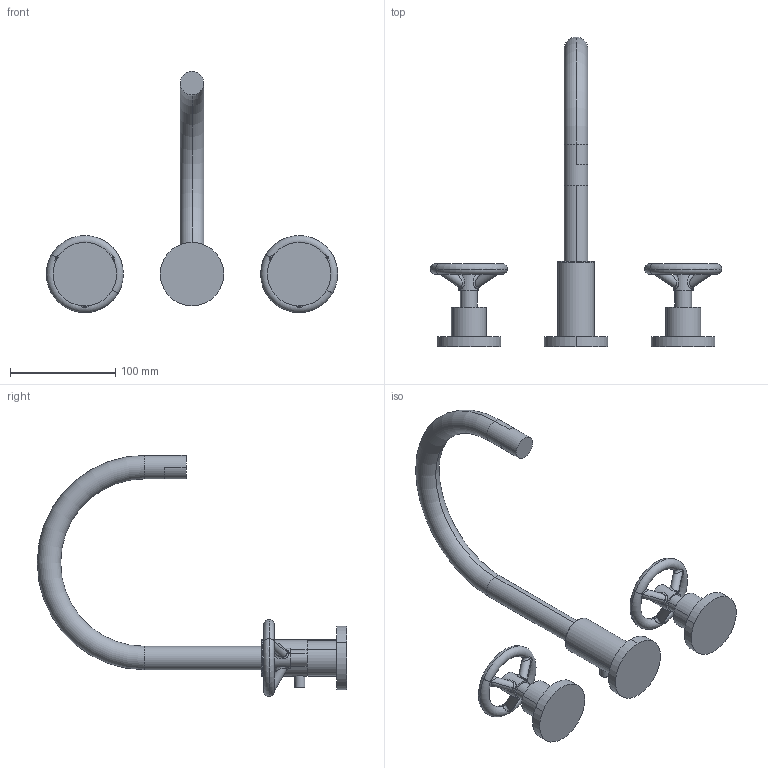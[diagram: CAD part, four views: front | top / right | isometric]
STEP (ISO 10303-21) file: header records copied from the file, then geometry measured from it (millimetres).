
FILE_DESCRIPTION((''),'2;1');
FILE_NAME('ASM0006_ASM','2020-11-27T15:03:33',('jinson.thomas'),(''),'CREO PARAMETRIC BY PTC INC, 2018400','CREO PARAMETRIC BY PTC INC, 2018400','');
FILE_SCHEMA(('CONFIG_CONTROL_DESIGN'));
Length unit declared in the file: inch
Products named in the file (4): MSBR-3_1; MSBR-2_1; MSBR-1_1; ASM0006_ASM
Assembly tree (3 placements, depth 2):
  ASM0006_ASM
    MSBR-3_1
    MSBR-2_1
    MSBR-1_1
Bounding box: 276.23 x 293.48 x 228.63 mm (x, y, z)
Volume: 425074.3 mm3; surface area: 86400.1 mm2
Topology: 3 solids, 3 shells, 101 faces, 241 edges, 147 vertices
Faces by surface type: cylinder 38, bspline 36, plane 15, torus 12
Entity records: 7084 total; most frequent: CARTESIAN_POINT 4912, ORIENTED_EDGE 482, DIRECTION 360, EDGE_CURVE 241, AXIS2_PLACEMENT_3D 157, VERTEX_POINT 147, EDGE_LOOP 114, B_SPLINE_CURVE_WITH_KNOTS 110
